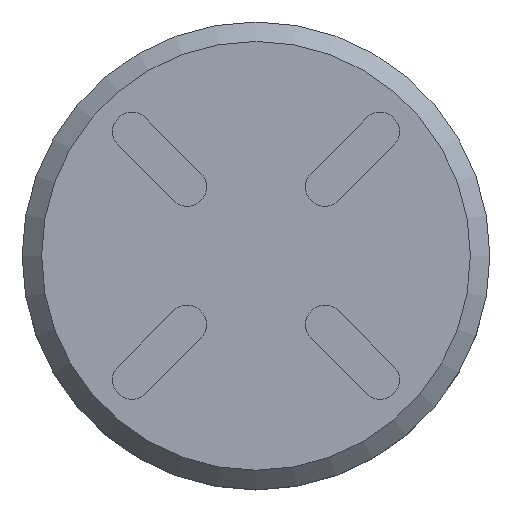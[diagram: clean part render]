
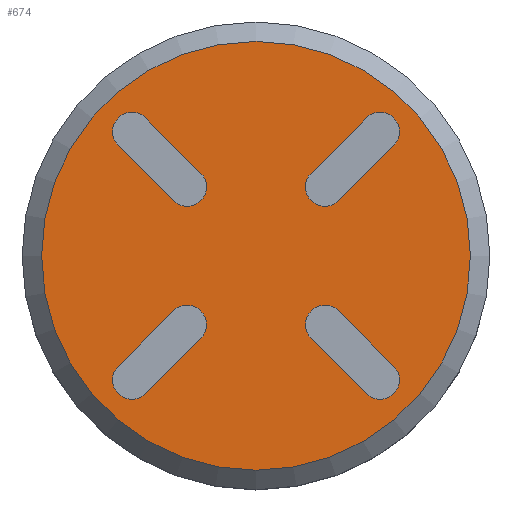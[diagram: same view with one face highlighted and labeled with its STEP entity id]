
A CAD part, top view. The second image highlights one B-rep face of the part: STEP entity #674.
In plain terms, the highlighted planar face has unit normal (0, 0, 1).
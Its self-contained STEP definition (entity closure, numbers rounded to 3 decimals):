
#16=FACE_BOUND('',#161,.T.);
#17=FACE_BOUND('',#162,.T.);
#18=FACE_BOUND('',#163,.T.);
#19=FACE_BOUND('',#164,.T.);
#48=PLANE('',#758);
#64=CIRCLE('',#722,0.5);
#65=CIRCLE('',#725,0.5);
#68=CIRCLE('',#731,0.5);
#69=CIRCLE('',#734,0.5);
#72=CIRCLE('',#740,0.5);
#73=CIRCLE('',#743,0.5);
#76=CIRCLE('',#750,0.5);
#77=CIRCLE('',#753,0.5);
#78=CIRCLE('',#757,5.5);
#118=FACE_OUTER_BOUND('',#160,.T.);
#160=EDGE_LOOP('',(#599));
#161=EDGE_LOOP('',(#600,#601,#602,#603));
#162=EDGE_LOOP('',(#604,#605,#606,#607));
#163=EDGE_LOOP('',(#608,#609,#610,#611));
#164=EDGE_LOOP('',(#612,#613,#614,#615));
#191=LINE('',#1121,#247);
#194=LINE('',#1128,#250);
#199=LINE('',#1146,#255);
#202=LINE('',#1153,#258);
#207=LINE('',#1171,#263);
#210=LINE('',#1178,#266);
#213=LINE('',#1191,#269);
#217=LINE('',#1200,#273);
#247=VECTOR('',#855,10.);
#250=VECTOR('',#864,10.);
#255=VECTOR('',#881,10.);
#258=VECTOR('',#890,10.);
#263=VECTOR('',#907,10.);
#266=VECTOR('',#916,10.);
#269=VECTOR('',#927,10.);
#273=VECTOR('',#937,10.);
#312=VERTEX_POINT('',#1114);
#313=VERTEX_POINT('',#1115);
#314=VERTEX_POINT('',#1120);
#315=VERTEX_POINT('',#1124);
#320=VERTEX_POINT('',#1139);
#321=VERTEX_POINT('',#1140);
#322=VERTEX_POINT('',#1145);
#323=VERTEX_POINT('',#1149);
#328=VERTEX_POINT('',#1164);
#329=VERTEX_POINT('',#1165);
#330=VERTEX_POINT('',#1170);
#331=VERTEX_POINT('',#1174);
#336=VERTEX_POINT('',#1189);
#337=VERTEX_POINT('',#1190);
#338=VERTEX_POINT('',#1195);
#339=VERTEX_POINT('',#1199);
#340=VERTEX_POINT('',#1209);
#386=EDGE_CURVE('',#312,#313,#64,.T.);
#389=EDGE_CURVE('',#314,#312,#191,.T.);
#391=EDGE_CURVE('',#315,#314,#65,.T.);
#393=EDGE_CURVE('',#313,#315,#194,.T.);
#398=EDGE_CURVE('',#320,#321,#68,.T.);
#401=EDGE_CURVE('',#322,#320,#199,.T.);
#403=EDGE_CURVE('',#323,#322,#69,.T.);
#405=EDGE_CURVE('',#321,#323,#202,.T.);
#410=EDGE_CURVE('',#328,#329,#72,.T.);
#413=EDGE_CURVE('',#330,#328,#207,.T.);
#415=EDGE_CURVE('',#331,#330,#73,.T.);
#417=EDGE_CURVE('',#329,#331,#210,.T.);
#422=EDGE_CURVE('',#336,#337,#213,.T.);
#425=EDGE_CURVE('',#338,#336,#76,.T.);
#427=EDGE_CURVE('',#339,#338,#217,.T.);
#429=EDGE_CURVE('',#337,#339,#77,.T.);
#433=EDGE_CURVE('',#340,#340,#78,.T.);
#599=ORIENTED_EDGE('',*,*,#433,.F.);
#600=ORIENTED_EDGE('',*,*,#425,.T.);
#601=ORIENTED_EDGE('',*,*,#422,.T.);
#602=ORIENTED_EDGE('',*,*,#429,.T.);
#603=ORIENTED_EDGE('',*,*,#427,.T.);
#604=ORIENTED_EDGE('',*,*,#403,.T.);
#605=ORIENTED_EDGE('',*,*,#401,.T.);
#606=ORIENTED_EDGE('',*,*,#398,.T.);
#607=ORIENTED_EDGE('',*,*,#405,.T.);
#608=ORIENTED_EDGE('',*,*,#391,.T.);
#609=ORIENTED_EDGE('',*,*,#389,.T.);
#610=ORIENTED_EDGE('',*,*,#386,.T.);
#611=ORIENTED_EDGE('',*,*,#393,.T.);
#612=ORIENTED_EDGE('',*,*,#415,.T.);
#613=ORIENTED_EDGE('',*,*,#413,.T.);
#614=ORIENTED_EDGE('',*,*,#410,.T.);
#615=ORIENTED_EDGE('',*,*,#417,.T.);
#674=ADVANCED_FACE('',(#118,#16,#17,#18,#19),#48,.T.);
#722=AXIS2_PLACEMENT_3D('',#1116,#849,#850);
#725=AXIS2_PLACEMENT_3D('',#1125,#859,#860);
#731=AXIS2_PLACEMENT_3D('',#1141,#875,#876);
#734=AXIS2_PLACEMENT_3D('',#1150,#885,#886);
#740=AXIS2_PLACEMENT_3D('',#1166,#901,#902);
#743=AXIS2_PLACEMENT_3D('',#1175,#911,#912);
#750=AXIS2_PLACEMENT_3D('',#1196,#932,#933);
#753=AXIS2_PLACEMENT_3D('',#1203,#941,#942);
#757=AXIS2_PLACEMENT_3D('',#1211,#952,#953);
#758=AXIS2_PLACEMENT_3D('',#1212,#954,#955);
#849=DIRECTION('center_axis',(0.,0.,-1.));
#850=DIRECTION('ref_axis',(0.707,0.707,0.));
#855=DIRECTION('',(-0.707,0.707,0.));
#859=DIRECTION('center_axis',(0.,0.,-1.));
#860=DIRECTION('ref_axis',(-0.707,-0.707,0.));
#864=DIRECTION('',(0.707,-0.707,0.));
#875=DIRECTION('center_axis',(0.,0.,-1.));
#876=DIRECTION('ref_axis',(-0.707,0.707,0.));
#881=DIRECTION('',(-0.707,-0.707,0.));
#885=DIRECTION('center_axis',(0.,0.,-1.));
#886=DIRECTION('ref_axis',(0.707,-0.707,0.));
#890=DIRECTION('',(0.707,0.707,0.));
#901=DIRECTION('center_axis',(0.,0.,-1.));
#902=DIRECTION('ref_axis',(0.707,-0.707,0.));
#907=DIRECTION('',(0.707,0.707,0.));
#911=DIRECTION('center_axis',(0.,0.,-1.));
#912=DIRECTION('ref_axis',(-0.707,0.707,0.));
#916=DIRECTION('',(-0.707,-0.707,0.));
#927=DIRECTION('',(0.707,-0.707,0.));
#932=DIRECTION('center_axis',(0.,0.,-1.));
#933=DIRECTION('ref_axis',(0.707,0.707,0.));
#937=DIRECTION('',(-0.707,0.707,0.));
#941=DIRECTION('center_axis',(0.,0.,-1.));
#942=DIRECTION('ref_axis',(-0.707,-0.707,0.));
#952=DIRECTION('center_axis',(0.,0.,-1.));
#953=DIRECTION('ref_axis',(-1.,0.,0.));
#954=DIRECTION('center_axis',(0.,0.,1.));
#955=DIRECTION('ref_axis',(1.,0.,0.));
#1114=CARTESIAN_POINT('',(-3.536,2.072,14.595));
#1115=CARTESIAN_POINT('',(-2.828,2.779,14.595));
#1116=CARTESIAN_POINT('Origin',(-3.182,2.426,14.595));
#1120=CARTESIAN_POINT('',(-2.121,0.658,14.595));
#1121=CARTESIAN_POINT('',(-1.945,0.481,14.595));
#1124=CARTESIAN_POINT('',(-1.414,1.365,14.595));
#1125=CARTESIAN_POINT('Origin',(-1.768,1.012,14.595));
#1128=CARTESIAN_POINT('',(-0.53,0.481,14.595));
#1139=CARTESIAN_POINT('',(-2.828,-4.292,14.595));
#1140=CARTESIAN_POINT('',(-3.536,-3.585,14.595));
#1141=CARTESIAN_POINT('Origin',(-3.182,-3.938,14.595));
#1145=CARTESIAN_POINT('',(-1.414,-2.878,14.595));
#1146=CARTESIAN_POINT('',(-1.237,-2.701,14.595));
#1149=CARTESIAN_POINT('',(-2.121,-2.17,14.595));
#1150=CARTESIAN_POINT('Origin',(-1.768,-2.524,14.595));
#1153=CARTESIAN_POINT('',(-1.237,-1.287,14.595));
#1164=CARTESIAN_POINT('',(2.828,2.779,14.595));
#1165=CARTESIAN_POINT('',(3.536,2.072,14.595));
#1166=CARTESIAN_POINT('Origin',(3.182,2.426,14.595));
#1170=CARTESIAN_POINT('',(1.414,1.365,14.595));
#1171=CARTESIAN_POINT('',(1.237,1.188,14.595));
#1174=CARTESIAN_POINT('',(2.121,0.658,14.595));
#1175=CARTESIAN_POINT('Origin',(1.768,1.012,14.595));
#1178=CARTESIAN_POINT('',(1.237,-0.226,14.595));
#1189=CARTESIAN_POINT('',(2.121,-2.17,14.595));
#1190=CARTESIAN_POINT('',(3.536,-3.585,14.595));
#1191=CARTESIAN_POINT('',(1.945,-1.994,14.595));
#1195=CARTESIAN_POINT('',(1.414,-2.878,14.595));
#1196=CARTESIAN_POINT('Origin',(1.768,-2.524,14.595));
#1199=CARTESIAN_POINT('',(2.828,-4.292,14.595));
#1200=CARTESIAN_POINT('',(0.53,-1.994,14.595));
#1203=CARTESIAN_POINT('Origin',(3.182,-3.938,14.595));
#1209=CARTESIAN_POINT('',(5.5,-0.756,14.595));
#1211=CARTESIAN_POINT('Origin',(0.,-0.756,
14.595));
#1212=CARTESIAN_POINT('Origin',(0.,-0.756,
14.595));
